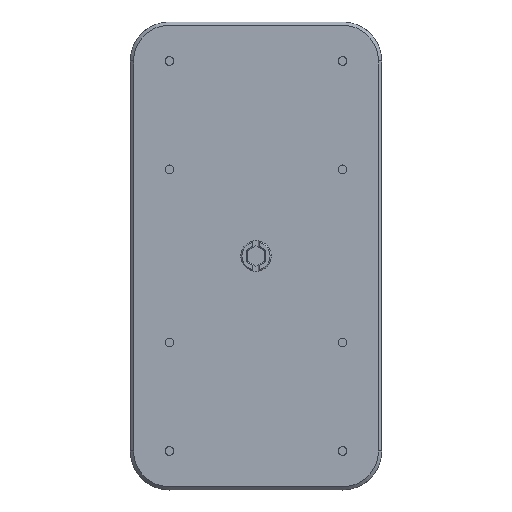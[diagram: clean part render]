
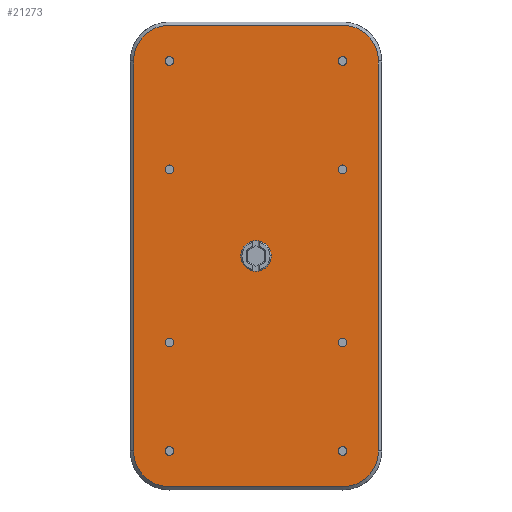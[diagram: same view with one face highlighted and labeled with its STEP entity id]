
A CAD part, top view. The second image highlights one B-rep face of the part: STEP entity #21273.
In plain terms, the highlighted planar face has unit normal (0, 0, 1).
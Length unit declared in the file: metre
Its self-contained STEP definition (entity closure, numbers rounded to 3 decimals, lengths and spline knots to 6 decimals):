
#223=PLANE('',#23055);
#1647=CIRCLE('',#23013,0.0069);
#1685=CIRCLE('',#23056,0.002);
#1686=CIRCLE('',#23057,0.002);
#1687=CIRCLE('',#23058,0.002);
#1688=CIRCLE('',#23059,0.002);
#1689=CIRCLE('',#23060,0.002);
#1690=CIRCLE('',#23061,0.002);
#1691=CIRCLE('',#23062,0.002);
#1692=CIRCLE('',#23063,0.002);
#1693=CIRCLE('',#23064,0.0165);
#1694=CIRCLE('',#23065,0.0165);
#1695=CIRCLE('',#23066,0.0165);
#1696=CIRCLE('',#23067,0.0165);
#4402=ORIENTED_EDGE('',*,*,#9776,.F.);
#4403=ORIENTED_EDGE('',*,*,#9777,.F.);
#4404=ORIENTED_EDGE('',*,*,#9778,.T.);
#4405=ORIENTED_EDGE('',*,*,#9779,.T.);
#4406=ORIENTED_EDGE('',*,*,#9780,.T.);
#4407=ORIENTED_EDGE('',*,*,#9781,.T.);
#4408=ORIENTED_EDGE('',*,*,#9782,.F.);
#4409=ORIENTED_EDGE('',*,*,#9783,.F.);
#4410=ORIENTED_EDGE('',*,*,#9670,.F.);
#4411=ORIENTED_EDGE('',*,*,#9784,.T.);
#4412=ORIENTED_EDGE('',*,*,#9785,.F.);
#4413=ORIENTED_EDGE('',*,*,#9786,.F.);
#4414=ORIENTED_EDGE('',*,*,#9787,.T.);
#4415=ORIENTED_EDGE('',*,*,#9788,.F.);
#4416=ORIENTED_EDGE('',*,*,#9789,.F.);
#4417=ORIENTED_EDGE('',*,*,#9790,.T.);
#4418=ORIENTED_EDGE('',*,*,#9791,.T.);
#9670=EDGE_CURVE('',#12375,#12375,#1647,.T.);
#9776=EDGE_CURVE('',#12443,#12443,#1685,.T.);
#9777=EDGE_CURVE('',#12444,#12444,#1686,.T.);
#9778=EDGE_CURVE('',#12445,#12445,#1687,.T.);
#9779=EDGE_CURVE('',#12446,#12446,#1688,.T.);
#9780=EDGE_CURVE('',#12447,#12447,#1689,.T.);
#9781=EDGE_CURVE('',#12448,#12448,#1690,.T.);
#9782=EDGE_CURVE('',#12449,#12449,#1691,.T.);
#9783=EDGE_CURVE('',#12450,#12450,#1692,.T.);
#9784=EDGE_CURVE('',#12451,#12452,#14411,.T.);
#9785=EDGE_CURVE('',#12453,#12452,#1693,.T.);
#9786=EDGE_CURVE('',#12454,#12453,#14412,.T.);
#9787=EDGE_CURVE('',#12454,#12455,#1694,.T.);
#9788=EDGE_CURVE('',#12456,#12455,#14413,.T.);
#9789=EDGE_CURVE('',#12457,#12456,#1695,.T.);
#9790=EDGE_CURVE('',#12457,#12458,#14414,.T.);
#9791=EDGE_CURVE('',#12458,#12451,#1696,.T.);
#12375=VERTEX_POINT('',#33550);
#12443=VERTEX_POINT('',#33744);
#12444=VERTEX_POINT('',#33746);
#12445=VERTEX_POINT('',#33748);
#12446=VERTEX_POINT('',#33750);
#12447=VERTEX_POINT('',#33752);
#12448=VERTEX_POINT('',#33754);
#12449=VERTEX_POINT('',#33756);
#12450=VERTEX_POINT('',#33758);
#12451=VERTEX_POINT('',#33760);
#12452=VERTEX_POINT('',#33761);
#12453=VERTEX_POINT('',#33763);
#12454=VERTEX_POINT('',#33765);
#12455=VERTEX_POINT('',#33767);
#12456=VERTEX_POINT('',#33769);
#12457=VERTEX_POINT('',#33771);
#12458=VERTEX_POINT('',#33773);
#14411=LINE('',#33759,#16385);
#14412=LINE('',#33764,#16386);
#14413=LINE('',#33768,#16387);
#14414=LINE('',#33772,#16388);
#16385=VECTOR('',#27077,1.);
#16386=VECTOR('',#27080,1.);
#16387=VECTOR('',#27083,1.);
#16388=VECTOR('',#27086,1.);
#18127=EDGE_LOOP('',(#4402));
#18128=EDGE_LOOP('',(#4403));
#18129=EDGE_LOOP('',(#4404));
#18130=EDGE_LOOP('',(#4405));
#18131=EDGE_LOOP('',(#4406));
#18132=EDGE_LOOP('',(#4407));
#18133=EDGE_LOOP('',(#4408));
#18134=EDGE_LOOP('',(#4409));
#18135=EDGE_LOOP('',(#4410));
#18136=EDGE_LOOP('',(#4411,#4412,#4413,#4414,#4415,#4416,#4417,#4418));
#19667=FACE_BOUND('',#18127,.T.);
#19668=FACE_BOUND('',#18128,.T.);
#19669=FACE_BOUND('',#18129,.T.);
#19670=FACE_BOUND('',#18130,.T.);
#19671=FACE_BOUND('',#18131,.T.);
#19672=FACE_BOUND('',#18132,.T.);
#19673=FACE_BOUND('',#18133,.T.);
#19674=FACE_BOUND('',#18134,.T.);
#19675=FACE_BOUND('',#18135,.T.);
#19676=FACE_BOUND('',#18136,.T.);
#21273=ADVANCED_FACE('',(#19667,#19668,#19669,#19670,#19671,#19672,#19673,
#19674,#19675,#19676),#223,.T.);
#23013=AXIS2_PLACEMENT_3D('',#33549,#26910,#26911);
#23055=AXIS2_PLACEMENT_3D('',#33742,#27059,#27060);
#23056=AXIS2_PLACEMENT_3D('',#33743,#27061,#27062);
#23057=AXIS2_PLACEMENT_3D('',#33745,#27063,#27064);
#23058=AXIS2_PLACEMENT_3D('',#33747,#27065,#27066);
#23059=AXIS2_PLACEMENT_3D('',#33749,#27067,#27068);
#23060=AXIS2_PLACEMENT_3D('',#33751,#27069,#27070);
#23061=AXIS2_PLACEMENT_3D('',#33753,#27071,#27072);
#23062=AXIS2_PLACEMENT_3D('',#33755,#27073,#27074);
#23063=AXIS2_PLACEMENT_3D('',#33757,#27075,#27076);
#23064=AXIS2_PLACEMENT_3D('',#33762,#27078,#27079);
#23065=AXIS2_PLACEMENT_3D('',#33766,#27081,#27082);
#23066=AXIS2_PLACEMENT_3D('',#33770,#27084,#27085);
#23067=AXIS2_PLACEMENT_3D('',#33774,#27087,#27088);
#26910=DIRECTION('',(0.,0.,1.));
#26911=DIRECTION('',(1.,0.,0.));
#27059=DIRECTION('',(0.,0.,1.));
#27060=DIRECTION('',(1.,0.,0.));
#27061=DIRECTION('',(0.,0.,1.));
#27062=DIRECTION('',(-1.,0.,0.));
#27063=DIRECTION('',(0.,0.,1.));
#27064=DIRECTION('',(-1.,0.,0.));
#27065=DIRECTION('',(0.,0.,-1.));
#27066=DIRECTION('',(1.,0.,0.));
#27067=DIRECTION('',(0.,0.,-1.));
#27068=DIRECTION('',(1.,0.,0.));
#27069=DIRECTION('',(0.,0.,-1.));
#27070=DIRECTION('',(-1.,0.,0.));
#27071=DIRECTION('',(0.,0.,-1.));
#27072=DIRECTION('',(-1.,0.,0.));
#27073=DIRECTION('',(0.,0.,1.));
#27074=DIRECTION('',(1.,0.,0.));
#27075=DIRECTION('',(0.,0.,1.));
#27076=DIRECTION('',(1.,0.,0.));
#27077=DIRECTION('',(-1.,0.,0.));
#27078=DIRECTION('',(0.,0.,-1.));
#27079=DIRECTION('',(-1.,0.,0.));
#27080=DIRECTION('',(0.,1.,0.));
#27081=DIRECTION('',(0.,0.,1.));
#27082=DIRECTION('',(-1.,0.,0.));
#27083=DIRECTION('',(-1.,0.,0.));
#27084=DIRECTION('',(0.,0.,-1.));
#27085=DIRECTION('',(1.,0.,0.));
#27086=DIRECTION('',(0.,1.,0.));
#27087=DIRECTION('',(0.,0.,1.));
#27088=DIRECTION('',(1.,0.,0.));
#33549=CARTESIAN_POINT('',(0.,0.602,0.128));
#33550=CARTESIAN_POINT('',(0.0069,0.602,0.128));
#33742=CARTESIAN_POINT('',(0.,0.602,0.128));
#33743=CARTESIAN_POINT('',(-0.04,0.642,0.128));
#33744=CARTESIAN_POINT('',(-0.042,0.642,0.128));
#33745=CARTESIAN_POINT('',(-0.04,0.692,0.128));
#33746=CARTESIAN_POINT('',(-0.042,0.692,0.128));
#33747=CARTESIAN_POINT('',(0.04,0.642,0.128));
#33748=CARTESIAN_POINT('',(0.042,0.642,0.128));
#33749=CARTESIAN_POINT('',(0.04,0.692,0.128));
#33750=CARTESIAN_POINT('',(0.042,0.692,0.128));
#33751=CARTESIAN_POINT('',(-0.04,0.562,0.128));
#33752=CARTESIAN_POINT('',(-0.042,0.562,0.128));
#33753=CARTESIAN_POINT('',(-0.04,0.512,0.128));
#33754=CARTESIAN_POINT('',(-0.042,0.512,0.128));
#33755=CARTESIAN_POINT('',(0.04,0.562,0.128));
#33756=CARTESIAN_POINT('',(0.042,0.562,0.128));
#33757=CARTESIAN_POINT('',(0.04,0.512,0.128));
#33758=CARTESIAN_POINT('',(0.042,0.512,0.128));
#33759=CARTESIAN_POINT('',(0.,0.7085,0.128));
#33760=CARTESIAN_POINT('',(0.04,0.7085,0.128));
#33761=CARTESIAN_POINT('',(-0.04,0.7085,0.128));
#33762=CARTESIAN_POINT('',(-0.04,0.692,0.128));
#33763=CARTESIAN_POINT('',(-0.0565,0.692,0.128));
#33764=CARTESIAN_POINT('',(-0.0565,0.692,0.128));
#33765=CARTESIAN_POINT('',(-0.0565,0.512,0.128));
#33766=CARTESIAN_POINT('',(-0.04,0.512,0.128));
#33767=CARTESIAN_POINT('',(-0.04,0.4955,0.128));
#33768=CARTESIAN_POINT('',(0.,0.4955,0.128));
#33769=CARTESIAN_POINT('',(0.04,0.4955,0.128));
#33770=CARTESIAN_POINT('',(0.04,0.512,0.128));
#33771=CARTESIAN_POINT('',(0.0565,0.512,0.128));
#33772=CARTESIAN_POINT('',(0.0565,0.692,0.128));
#33773=CARTESIAN_POINT('',(0.0565,0.692,0.128));
#33774=CARTESIAN_POINT('',(0.04,0.692,0.128));
